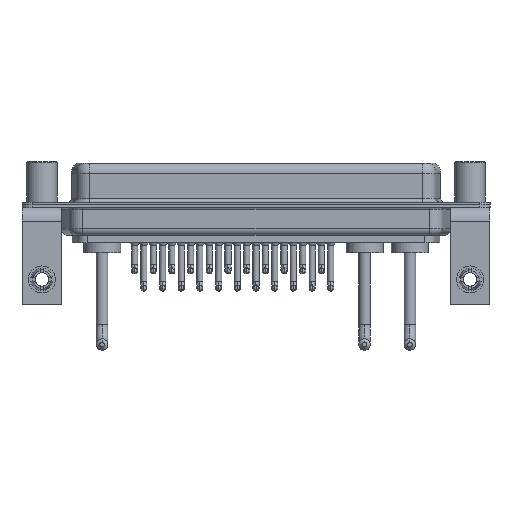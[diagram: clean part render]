
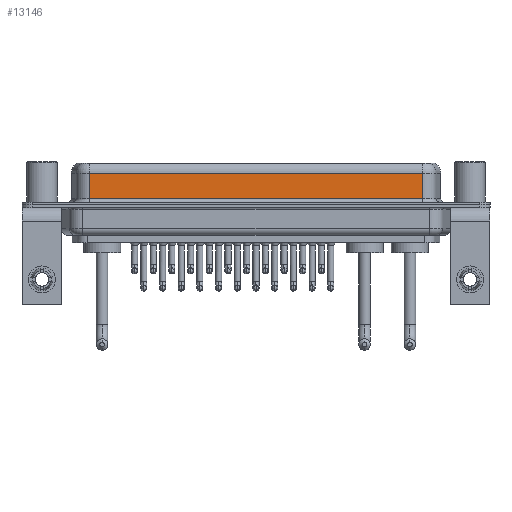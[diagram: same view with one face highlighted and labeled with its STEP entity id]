
A CAD part, front view. The second image highlights one B-rep face of the part: STEP entity #13146.
In plain terms, the highlighted planar face has unit normal (0, -1, 0).
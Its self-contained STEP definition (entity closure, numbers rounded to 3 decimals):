
#667 = DIRECTION ( 'NONE',  ( 0., 1., 0. ) ) ;
#1935 = ORIENTED_EDGE ( 'NONE', *, *, #24576, .T. ) ;
#1969 = DIRECTION ( 'NONE',  ( 1., 0., 0. ) ) ;
#2071 = ORIENTED_EDGE ( 'NONE', *, *, #3406, .T. ) ;
#2102 = LINE ( 'NONE', #16810, #26168 ) ;
#2349 = CARTESIAN_POINT ( 'NONE',  ( 7.038, -3.95, 0.9 ) ) ;
#2643 = ORIENTED_EDGE ( 'NONE', *, *, #27004, .F. ) ;
#2813 = CARTESIAN_POINT ( 'NONE',  ( 56.462, -3.95, 0.9 ) ) ;
#3244 = DIRECTION ( 'NONE',  ( 0., 0., -1. ) ) ;
#3392 = CARTESIAN_POINT ( 'NONE',  ( 7.038, -3.95, 6.4 ) ) ;
#3406 = EDGE_CURVE ( 'NONE', #3990, #11272, #2102, .T. ) ;
#3846 = LINE ( 'NONE', #13015, #22532 ) ;
#3990 = VERTEX_POINT ( 'NONE', #2349 ) ;
#4566 = EDGE_CURVE ( 'NONE', #5454, #3990, #22748, .T. ) ;
#5454 = VERTEX_POINT ( 'NONE', #23379 ) ;
#5952 = AXIS2_PLACEMENT_3D ( 'NONE', #11414, #667, #6897 ) ;
#6172 = CARTESIAN_POINT ( 'NONE',  ( 56.462, -3.95, 6.4 ) ) ;
#6310 = LINE ( 'NONE', #6172, #26276 ) ;
#6897 = DIRECTION ( 'NONE',  ( 0., 0., 1. ) ) ;
#11272 = VERTEX_POINT ( 'NONE', #2813 ) ;
#11414 = CARTESIAN_POINT ( 'NONE',  ( 56.462, -3.95, 6.4 ) ) ;
#13015 = CARTESIAN_POINT ( 'NONE',  ( 56.462, -3.95, 4.65 ) ) ;
#13120 = VECTOR ( 'NONE', #3244, 1000. ) ;
#13146 = ADVANCED_FACE ( 'NONE', ( #15930 ), #15797, .F. ) ;
#15797 = PLANE ( 'NONE',  #5952 ) ;
#15930 = FACE_OUTER_BOUND ( 'NONE', #25261, .T. ) ;
#16810 = CARTESIAN_POINT ( 'NONE',  ( 56.462, -3.95, 0.9 ) ) ;
#18036 = VERTEX_POINT ( 'NONE', #22311 ) ;
#19168 = DIRECTION ( 'NONE',  ( 0., 0., -1. ) ) ;
#20401 = ORIENTED_EDGE ( 'NONE', *, *, #4566, .T. ) ;
#22311 = CARTESIAN_POINT ( 'NONE',  ( 56.462, -3.95, 4.65 ) ) ;
#22532 = VECTOR ( 'NONE', #25475, 1000. ) ;
#22748 = LINE ( 'NONE', #3392, #13120 ) ;
#23379 = CARTESIAN_POINT ( 'NONE',  ( 7.038, -3.95, 4.65 ) ) ;
#24576 = EDGE_CURVE ( 'NONE', #18036, #5454, #3846, .T. ) ;
#25261 = EDGE_LOOP ( 'NONE', ( #2643, #1935, #20401, #2071 ) ) ;
#25475 = DIRECTION ( 'NONE',  ( -1., 0., 0. ) ) ;
#26168 = VECTOR ( 'NONE', #1969, 1000. ) ;
#26276 = VECTOR ( 'NONE', #19168, 1000. ) ;
#27004 = EDGE_CURVE ( 'NONE', #18036, #11272, #6310, .T. ) ;
